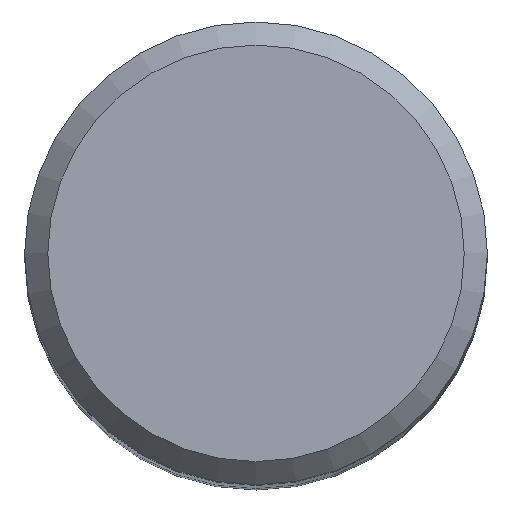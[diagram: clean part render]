
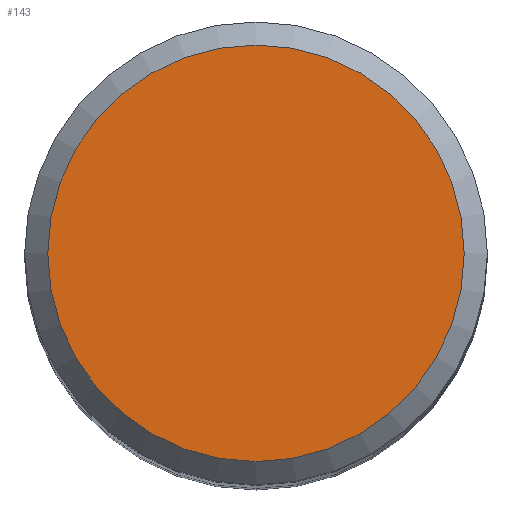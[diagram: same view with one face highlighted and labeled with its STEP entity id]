
A CAD part, top view. The second image highlights one B-rep face of the part: STEP entity #143.
In plain terms, the highlighted planar face has unit normal (0, 0, 1).
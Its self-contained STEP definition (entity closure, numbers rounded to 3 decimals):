
#103 = VERTEX_POINT('', #104);
#104 = CARTESIAN_POINT('', (-7.2, 0., 0.));
#110 = EDGE_CURVE('', #103, #103, #111, .T.);
#111 = CIRCLE('', #112, 7.2);
#112 = AXIS2_PLACEMENT_3D('', #113, #114, #115);
#113 = CARTESIAN_POINT('', (0., 0., 0.));
#114 = DIRECTION('', (0., 0., -1.));
#115 = DIRECTION('', (-1., 0., 0.));
#143 = ADVANCED_FACE('', (#144), #147, .T.);
#144 = FACE_OUTER_BOUND('', #145, .T.);
#145 = EDGE_LOOP('', (#146));
#146 = ORIENTED_EDGE('', *, *, #110, .F.);
#147 = PLANE('', #148);
#148 = AXIS2_PLACEMENT_3D('', #149, #150, #151);
#149 = CARTESIAN_POINT('', (11.201, -11.201, 0.));
#150 = DIRECTION('', (0., 0., 1.));
#151 = DIRECTION('', (0., 1., 0.));
